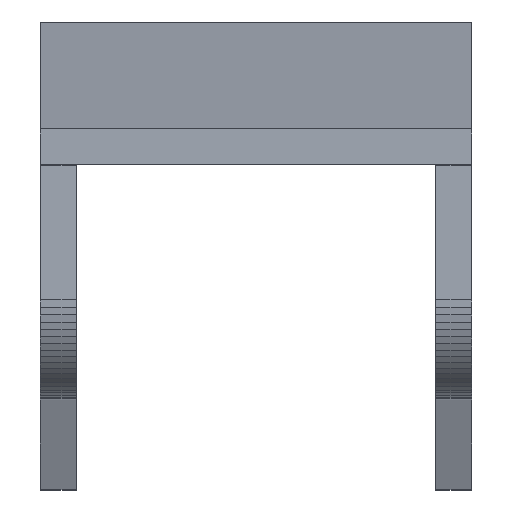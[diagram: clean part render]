
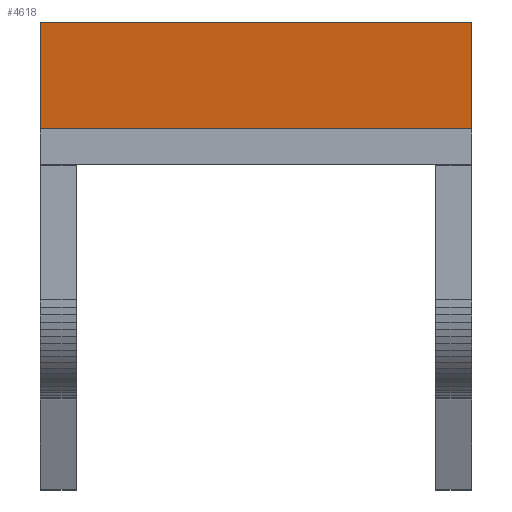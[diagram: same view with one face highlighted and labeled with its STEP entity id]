
A CAD part, top view. The second image highlights one B-rep face of the part: STEP entity #4618.
In plain terms, the highlighted planar face has unit normal (0, 0.979, 0.206).
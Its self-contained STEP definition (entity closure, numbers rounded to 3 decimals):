
#44 = PLANE('',#45);
#45 = AXIS2_PLACEMENT_3D('',#46,#47,#48);
#46 = CARTESIAN_POINT('',(-23.,31.,-53.));
#47 = DIRECTION('',(-1.,0.,0.));
#48 = DIRECTION('',(0.,-1.,0.));
#837 = PLANE('',#838);
#838 = AXIS2_PLACEMENT_3D('',#839,#840,#841);
#839 = CARTESIAN_POINT('',(25.,-2.506,-21.289));
#840 = DIRECTION('',(-1.,0.,0.));
#841 = DIRECTION('',(0.,0.,-1.));
#2523 = PLANE('',#2524);
#2524 = AXIS2_PLACEMENT_3D('',#2525,#2526,#2527);
#2525 = CARTESIAN_POINT('',(25.,19.,4.));
#2526 = DIRECTION('',(0.,-0.,1.));
#2527 = DIRECTION('',(-1.,0.,0.));
#2905 = VERTEX_POINT('',#2906);
#2906 = CARTESIAN_POINT('',(25.,19.,4.));
#2927 = EDGE_CURVE('',#2928,#2905,#2930,.T.);
#2928 = VERTEX_POINT('',#2929);
#2929 = CARTESIAN_POINT('',(-23.,19.,4.));
#2930 = SURFACE_CURVE('',#2931,(#2935,#2942),.PCURVE_S1.);
#2931 = LINE('',#2932,#2933);
#2932 = CARTESIAN_POINT('',(-23.,19.,4.));
#2933 = VECTOR('',#2934,1.);
#2934 = DIRECTION('',(1.,0.,0.));
#2935 = PCURVE('',#2523,#2936);
#2936 = DEFINITIONAL_REPRESENTATION('',(#2937),#2941);
#2937 = LINE('',#2938,#2939);
#2938 = CARTESIAN_POINT('',(48.,0.));
#2939 = VECTOR('',#2940,1.);
#2940 = DIRECTION('',(-1.,0.));
#2941 = ( GEOMETRIC_REPRESENTATION_CONTEXT(2) 
PARAMETRIC_REPRESENTATION_CONTEXT() REPRESENTATION_CONTEXT('2D SPACE',''
  ) );
#2942 = PCURVE('',#2943,#2948);
#2943 = PLANE('',#2944);
#2944 = AXIS2_PLACEMENT_3D('',#2945,#2946,#2947);
#2945 = CARTESIAN_POINT('',(1.,25.,-24.5));
#2946 = DIRECTION('',(0.,0.979,0.206)
  );
#2947 = DIRECTION('',(0.,0.206,-0.979)
  );
#2948 = DEFINITIONAL_REPRESENTATION('',(#2949),#2953);
#2949 = LINE('',#2950,#2951);
#2950 = CARTESIAN_POINT('',(-29.125,24.));
#2951 = VECTOR('',#2952,1.);
#2952 = DIRECTION('',(0.,-1.));
#2953 = ( GEOMETRIC_REPRESENTATION_CONTEXT(2) 
PARAMETRIC_REPRESENTATION_CONTEXT() REPRESENTATION_CONTEXT('2D SPACE',''
  ) );
#3349 = PLANE('',#3350);
#3350 = AXIS2_PLACEMENT_3D('',#3351,#3352,#3353);
#3351 = CARTESIAN_POINT('',(25.,31.,-53.));
#3352 = DIRECTION('',(0.,-1.,0.));
#3353 = DIRECTION('',(0.,0.,-1.));
#4618 = ADVANCED_FACE('',(#4619),#2943,.T.);
#4619 = FACE_BOUND('',#4620,.T.);
#4620 = EDGE_LOOP('',(#4621,#4644,#4667,#4688));
#4621 = ORIENTED_EDGE('',*,*,#4622,.F.);
#4622 = EDGE_CURVE('',#4623,#2905,#4625,.T.);
#4623 = VERTEX_POINT('',#4624);
#4624 = CARTESIAN_POINT('',(25.,31.,-53.));
#4625 = SURFACE_CURVE('',#4626,(#4630,#4637),.PCURVE_S1.);
#4626 = LINE('',#4627,#4628);
#4627 = CARTESIAN_POINT('',(25.,31.,-53.));
#4628 = VECTOR('',#4629,1.);
#4629 = DIRECTION('',(0.,-0.206,0.979)
  );
#4630 = PCURVE('',#2943,#4631);
#4631 = DEFINITIONAL_REPRESENTATION('',(#4632),#4636);
#4632 = LINE('',#4633,#4634);
#4633 = CARTESIAN_POINT('',(29.125,-24.));
#4634 = VECTOR('',#4635,1.);
#4635 = DIRECTION('',(-1.,-0.));
#4636 = ( GEOMETRIC_REPRESENTATION_CONTEXT(2) 
PARAMETRIC_REPRESENTATION_CONTEXT() REPRESENTATION_CONTEXT('2D SPACE',''
  ) );
#4637 = PCURVE('',#837,#4638);
#4638 = DEFINITIONAL_REPRESENTATION('',(#4639),#4643);
#4639 = LINE('',#4640,#4641);
#4640 = CARTESIAN_POINT('',(31.711,-33.506));
#4641 = VECTOR('',#4642,1.);
#4642 = DIRECTION('',(-0.979,0.206));
#4643 = ( GEOMETRIC_REPRESENTATION_CONTEXT(2) 
PARAMETRIC_REPRESENTATION_CONTEXT() REPRESENTATION_CONTEXT('2D SPACE',''
  ) );
#4644 = ORIENTED_EDGE('',*,*,#4645,.T.);
#4645 = EDGE_CURVE('',#4623,#4646,#4648,.T.);
#4646 = VERTEX_POINT('',#4647);
#4647 = CARTESIAN_POINT('',(-23.,31.,-53.));
#4648 = SURFACE_CURVE('',#4649,(#4653,#4660),.PCURVE_S1.);
#4649 = LINE('',#4650,#4651);
#4650 = CARTESIAN_POINT('',(25.,31.,-53.));
#4651 = VECTOR('',#4652,1.);
#4652 = DIRECTION('',(-1.,0.,0.));
#4653 = PCURVE('',#2943,#4654);
#4654 = DEFINITIONAL_REPRESENTATION('',(#4655),#4659);
#4655 = LINE('',#4656,#4657);
#4656 = CARTESIAN_POINT('',(29.125,-24.));
#4657 = VECTOR('',#4658,1.);
#4658 = DIRECTION('',(0.,1.));
#4659 = ( GEOMETRIC_REPRESENTATION_CONTEXT(2) 
PARAMETRIC_REPRESENTATION_CONTEXT() REPRESENTATION_CONTEXT('2D SPACE',''
  ) );
#4660 = PCURVE('',#3349,#4661);
#4661 = DEFINITIONAL_REPRESENTATION('',(#4662),#4666);
#4662 = LINE('',#4663,#4664);
#4663 = CARTESIAN_POINT('',(0.,0.));
#4664 = VECTOR('',#4665,1.);
#4665 = DIRECTION('',(0.,-1.));
#4666 = ( GEOMETRIC_REPRESENTATION_CONTEXT(2) 
PARAMETRIC_REPRESENTATION_CONTEXT() REPRESENTATION_CONTEXT('2D SPACE',''
  ) );
#4667 = ORIENTED_EDGE('',*,*,#4668,.T.);
#4668 = EDGE_CURVE('',#4646,#2928,#4669,.T.);
#4669 = SURFACE_CURVE('',#4670,(#4674,#4681),.PCURVE_S1.);
#4670 = LINE('',#4671,#4672);
#4671 = CARTESIAN_POINT('',(-23.,31.,-53.));
#4672 = VECTOR('',#4673,1.);
#4673 = DIRECTION('',(0.,-0.206,0.979)
  );
#4674 = PCURVE('',#2943,#4675);
#4675 = DEFINITIONAL_REPRESENTATION('',(#4676),#4680);
#4676 = LINE('',#4677,#4678);
#4677 = CARTESIAN_POINT('',(29.125,24.));
#4678 = VECTOR('',#4679,1.);
#4679 = DIRECTION('',(-1.,-0.));
#4680 = ( GEOMETRIC_REPRESENTATION_CONTEXT(2) 
PARAMETRIC_REPRESENTATION_CONTEXT() REPRESENTATION_CONTEXT('2D SPACE',''
  ) );
#4681 = PCURVE('',#44,#4682);
#4682 = DEFINITIONAL_REPRESENTATION('',(#4683),#4687);
#4683 = LINE('',#4684,#4685);
#4684 = CARTESIAN_POINT('',(0.,0.));
#4685 = VECTOR('',#4686,1.);
#4686 = DIRECTION('',(0.206,0.979));
#4687 = ( GEOMETRIC_REPRESENTATION_CONTEXT(2) 
PARAMETRIC_REPRESENTATION_CONTEXT() REPRESENTATION_CONTEXT('2D SPACE',''
  ) );
#4688 = ORIENTED_EDGE('',*,*,#2927,.T.);
